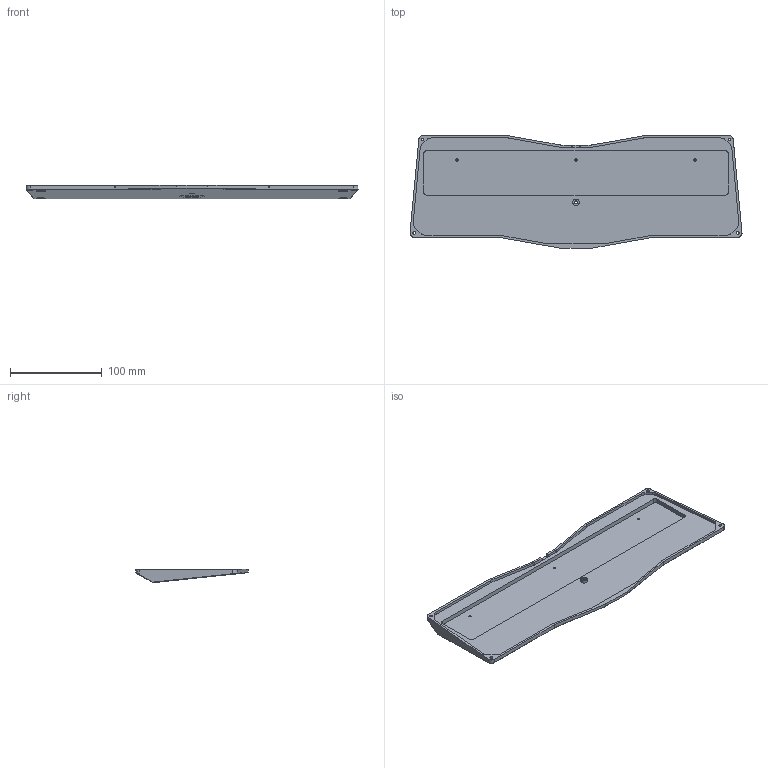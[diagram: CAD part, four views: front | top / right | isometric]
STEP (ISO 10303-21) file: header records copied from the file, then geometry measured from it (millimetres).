
FILE_DESCRIPTION(/* description */ (''),/* implementation_level */ '2;1');
FILE_NAME(/* name */ 'BottomCase.step',/* time_stamp */ '2021-01-31T18:52:30+01:00',/* author */ (''),/* organization */ (''),/* preprocessor_version */ 'ST-DEVELOPER v18.1',/* originating_system */ 'Autodesk Translation Framework v9.7.1.1290',/* authorisation */ '');
FILE_SCHEMA (('AUTOMOTIVE_DESIGN { 1 0 10303 214 3 1 1 }'));
Length unit declared in the file: millimetre
Products named in the file (1): BottomCase
Bounding box: 362.67 x 122.91 x 14.47 mm (x, y, z)
Volume: 177382 mm3; surface area: 92521.9 mm2
Topology: 1 solids, 1 shells, 178 faces, 447 edges, 288 vertices
Faces by surface type: plane 91, cylinder 63, bspline 24
Full cylindrical faces by diameter (mm): 2.5 x3, 2.9 x5, 5 x5, 7 x1, 10.5 x4, 23.65 x1, 27.95 x1
Entity records: 5723 total; most frequent: CARTESIAN_POINT 1460, ORIENTED_EDGE 894, DIRECTION 823, EDGE_CURVE 447, VERTEX_POINT 288, LINE 285, VECTOR 285, AXIS2_PLACEMENT_3D 269
